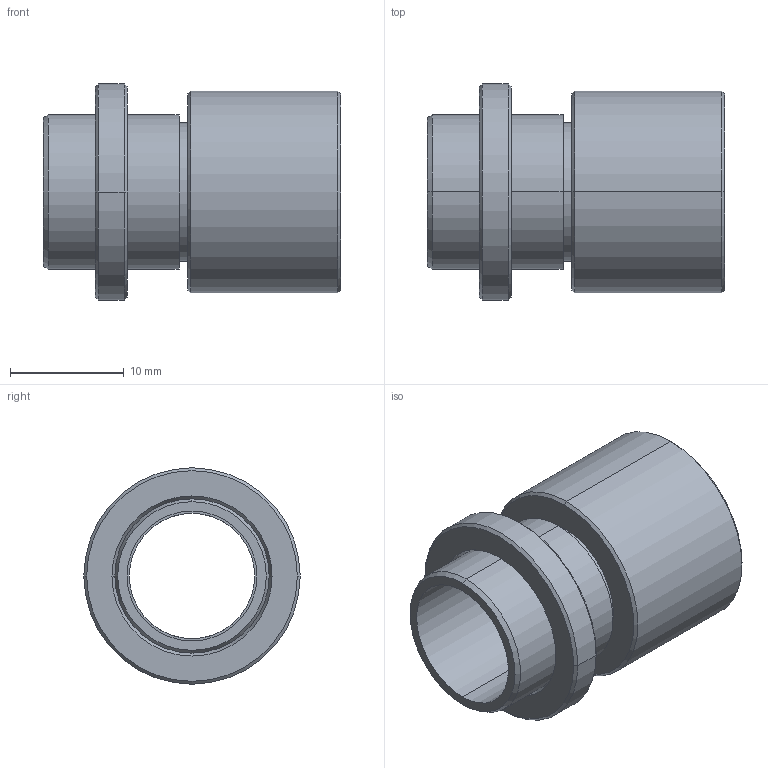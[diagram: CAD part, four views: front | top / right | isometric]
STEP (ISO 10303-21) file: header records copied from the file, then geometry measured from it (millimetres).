
FILE_DESCRIPTION (( 'STEP AP214' ), '1' );
FILE_NAME ('0254-E0W.STEP', '2017-01-26T16:04:42', ( 'admin' ), ( '' ), 'SwSTEP 2.0', 'SolidWorks 2016', '' );
FILE_SCHEMA (( 'AUTOMOTIVE_DESIGN' ));
Length unit declared in the file: inch
Products named in the file (1): 0254-E0W
Bounding box: 26.16 x 19.05 x 19.05 mm (x, y, z)
Volume: 2382.3 mm3; surface area: 3403.9 mm2
Topology: 3 solids, 3 shells, 326 faces, 860 edges, 567 vertices
Faces by surface type: bspline 177, plane 108, cone 21, cylinder 20
Entity records: 18443 total; most frequent: CARTESIAN_POINT 7231, ORIENTED_EDGE 1720, DIRECTION 871, EDGE_CURVE 860, VERTEX_POINT 567, LINE 433, VECTOR 433, EDGE_LOOP 359
